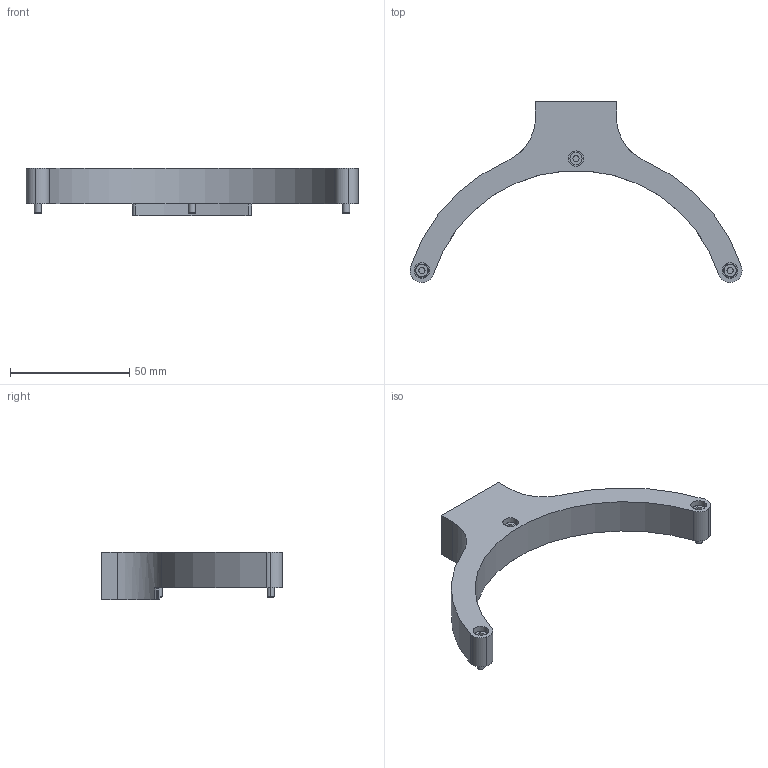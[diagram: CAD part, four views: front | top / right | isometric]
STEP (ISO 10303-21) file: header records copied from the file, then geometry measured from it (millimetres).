
FILE_DESCRIPTION (( 'STEP AP203' ), '1' );
FILE_NAME ('DP50559_CMHOPCCD.step', '2021-11-03T14:58:39', ( '' ), ( '' ), 'SwSTEP 2.0', 'SolidWorks 2021', '' );
FILE_SCHEMA (( 'CONFIG_CONTROL_DESIGN' ));
Length unit declared in the file: millimetre
Products named in the file (1): DP50559_CMHOPCCD
Bounding box: 139.34 x 75.97 x 20 mm (x, y, z)
Surface area: 13598.9 mm2 (no closed solid volume)
Topology: 0 solids, 7 shells, 88 faces, 236 edges, 156 vertices
Faces by surface type: cylinder 46, plane 32, cone 6, torus 4
Entity records: 2849 total; most frequent: DIRECTION 528, CARTESIAN_POINT 481, ORIENTED_EDGE 418, EDGE_CURVE 236, AXIS2_PLACEMENT_3D 203, VERTEX_POINT 156, VECTOR 122, LINE 122
